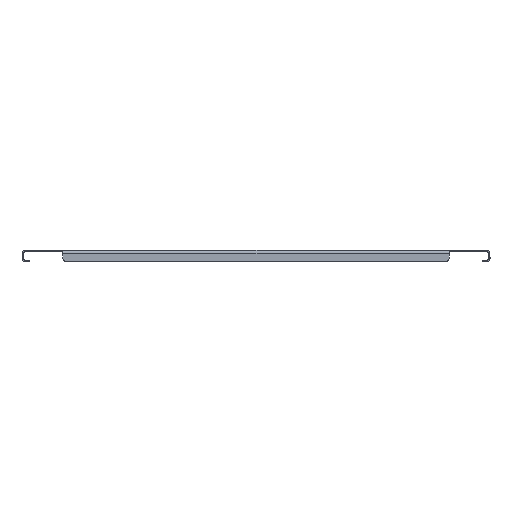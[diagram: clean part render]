
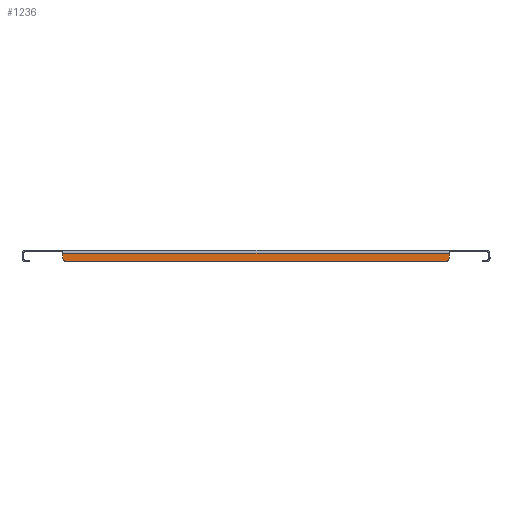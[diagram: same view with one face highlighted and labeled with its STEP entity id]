
A CAD part, left-side view. The second image highlights one B-rep face of the part: STEP entity #1236.
In plain terms, the highlighted planar face has unit normal (-1, 0, 0).
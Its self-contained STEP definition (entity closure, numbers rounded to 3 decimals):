
#11 = AXIS2_PLACEMENT_3D ( 'NONE', #1327, #2714, #2288 ) ;
#61 = PLANE ( 'NONE',  #2010 ) ;
#75 = DIRECTION ( 'NONE',  ( 1., 0., 0. ) ) ;
#77 = ORIENTED_EDGE ( 'NONE', *, *, #2042, .T. ) ;
#82 = CARTESIAN_POINT ( 'NONE',  ( -399.5, -248., -15. ) ) ;
#104 = VECTOR ( 'NONE', #147, 1000. ) ;
#112 = LINE ( 'NONE', #351, #186 ) ;
#147 = DIRECTION ( 'NONE',  ( 0., -1., 0. ) ) ;
#175 = VERTEX_POINT ( 'NONE', #1223 ) ;
#186 = VECTOR ( 'NONE', #1276, 1000. ) ;
#351 = CARTESIAN_POINT ( 'NONE',  ( -399.5, 248., -15. ) ) ;
#395 = CIRCLE ( 'NONE', #11, 6. ) ;
#400 = EDGE_CURVE ( 'NONE', #1852, #175, #395, .T. ) ;
#544 = CARTESIAN_POINT ( 'NONE',  ( -399.5, -300., -4. ) ) ;
#574 = LINE ( 'NONE', #1262, #2014 ) ;
#613 = CARTESIAN_POINT ( 'NONE',  ( -399.5, -248., -4. ) ) ;
#630 = EDGE_CURVE ( 'NONE', #2152, #2796, #2198, .T. ) ;
#736 = FACE_OUTER_BOUND ( 'NONE', #1423, .T. ) ;
#836 = CARTESIAN_POINT ( 'NONE',  ( -399.5, -242., -9. ) ) ;
#850 = AXIS2_PLACEMENT_3D ( 'NONE', #836, #1769, #1565 ) ;
#938 = ORIENTED_EDGE ( 'NONE', *, *, #2599, .T. ) ;
#944 = CIRCLE ( 'NONE', #850, 6. ) ;
#1156 = VERTEX_POINT ( 'NONE', #1478 ) ;
#1183 = VERTEX_POINT ( 'NONE', #2174 ) ;
#1209 = DIRECTION ( 'NONE',  ( 0., 0., 1. ) ) ;
#1221 = CARTESIAN_POINT ( 'NONE',  ( -399.5, 0., 0. ) ) ;
#1223 = CARTESIAN_POINT ( 'NONE',  ( -399.5, 242., -15. ) ) ;
#1236 = ADVANCED_FACE ( 'NONE', ( #736 ), #61, .F. ) ;
#1262 = CARTESIAN_POINT ( 'NONE',  ( -399.5, -300., -15. ) ) ;
#1276 = DIRECTION ( 'NONE',  ( 0., 0., -1. ) ) ;
#1327 = CARTESIAN_POINT ( 'NONE',  ( -399.5, 242., -9. ) ) ;
#1423 = EDGE_LOOP ( 'NONE', ( #2522, #2385, #938, #1520, #77, #1825 ) ) ;
#1478 = CARTESIAN_POINT ( 'NONE',  ( -399.5, -242., -15. ) ) ;
#1520 = ORIENTED_EDGE ( 'NONE', *, *, #630, .F. ) ;
#1565 = DIRECTION ( 'NONE',  ( 0., 1., 0. ) ) ;
#1594 = CARTESIAN_POINT ( 'NONE',  ( -399.5, 248., -4. ) ) ;
#1607 = CARTESIAN_POINT ( 'NONE',  ( -399.5, 248., -9. ) ) ;
#1715 = EDGE_CURVE ( 'NONE', #1156, #175, #574, .T. ) ;
#1769 = DIRECTION ( 'NONE',  ( -1., 0., 0. ) ) ;
#1825 = ORIENTED_EDGE ( 'NONE', *, *, #400, .T. ) ;
#1852 = VERTEX_POINT ( 'NONE', #1607 ) ;
#1948 = LINE ( 'NONE', #82, #2496 ) ;
#2010 = AXIS2_PLACEMENT_3D ( 'NONE', #1221, #75, #2622 ) ;
#2014 = VECTOR ( 'NONE', #2411, 1000. ) ;
#2042 = EDGE_CURVE ( 'NONE', #2152, #1852, #112, .T. ) ;
#2118 = EDGE_CURVE ( 'NONE', #1156, #1183, #944, .T. ) ;
#2152 = VERTEX_POINT ( 'NONE', #1594 ) ;
#2174 = CARTESIAN_POINT ( 'NONE',  ( -399.5, -248., -9. ) ) ;
#2198 = LINE ( 'NONE', #544, #104 ) ;
#2288 = DIRECTION ( 'NONE',  ( 0., 1., 0. ) ) ;
#2385 = ORIENTED_EDGE ( 'NONE', *, *, #2118, .T. ) ;
#2411 = DIRECTION ( 'NONE',  ( 0., 1., 0. ) ) ;
#2496 = VECTOR ( 'NONE', #1209, 1000. ) ;
#2522 = ORIENTED_EDGE ( 'NONE', *, *, #1715, .F. ) ;
#2599 = EDGE_CURVE ( 'NONE', #1183, #2796, #1948, .T. ) ;
#2622 = DIRECTION ( 'NONE',  ( 0., 1., 0. ) ) ;
#2714 = DIRECTION ( 'NONE',  ( -1., 0., 0. ) ) ;
#2796 = VERTEX_POINT ( 'NONE', #613 ) ;
